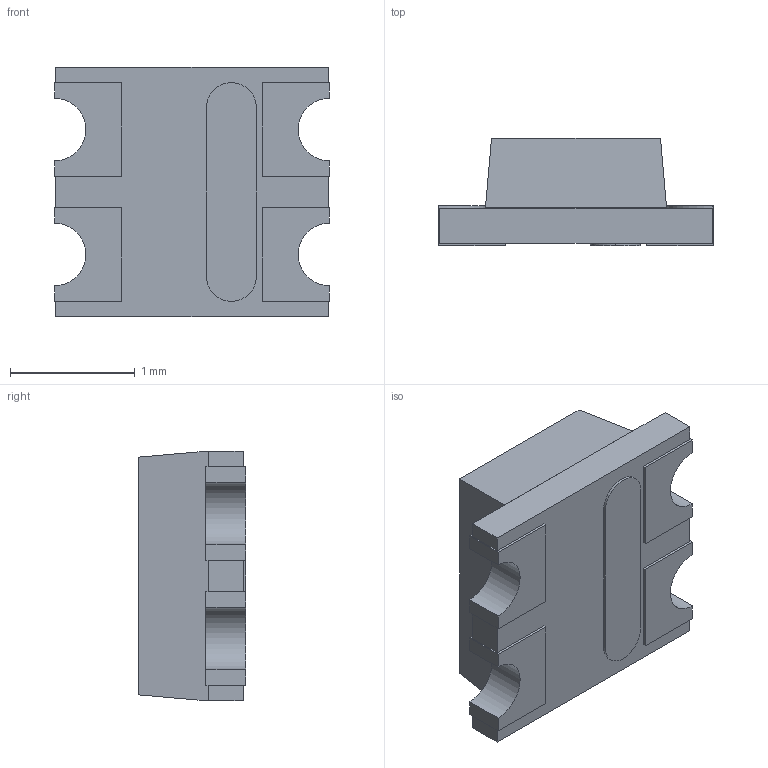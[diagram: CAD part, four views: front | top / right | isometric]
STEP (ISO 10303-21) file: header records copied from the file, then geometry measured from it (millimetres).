
FILE_DESCRIPTION (( 'STEP AP214' ), '1' );
FILE_NAME ('WS2812-2020.STEP', '2020-10-03T15:09:26', ( '' ), ( '' ), 'SwSTEP 2.0', 'SolidWorks 2018', '' );
FILE_SCHEMA (( 'AUTOMOTIVE_DESIGN' ));
Length unit declared in the file: millimetre
Products named in the file (1): WS2812-2020
Bounding box: 2.2 x 0.86 x 2 mm (x, y, z)
Volume: 2.6 mm3; surface area: 20.9 mm2
Topology: 1 solids, 1 shells, 68 faces, 178 edges, 116 vertices
Faces by surface type: plane 57, cylinder 11
Entity records: 2788 total; most frequent: CARTESIAN_POINT 366, ORIENTED_EDGE 356, DIRECTION 338, EDGE_CURVE 178, VECTOR 154, LINE 154, VERTEX_POINT 116, AXIS2_PLACEMENT_3D 92
